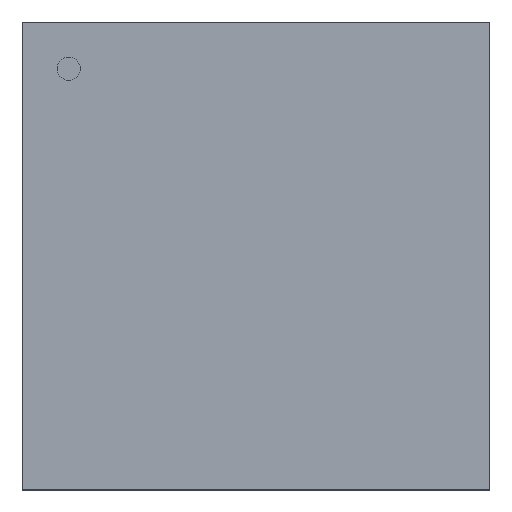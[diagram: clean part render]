
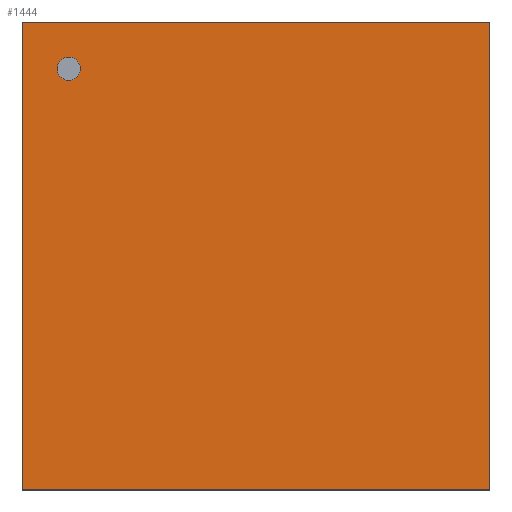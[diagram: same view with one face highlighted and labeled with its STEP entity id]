
A CAD part, top view. The second image highlights one B-rep face of the part: STEP entity #1444.
In plain terms, the highlighted planar face has unit normal (0, 0, 1).
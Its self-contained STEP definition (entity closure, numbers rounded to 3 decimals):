
#20=PLANE('',#1770);
#24=LINE('',#2624,#37);
#28=LINE('',#2631,#41);
#31=LINE('',#2637,#44);
#33=LINE('',#2640,#46);
#37=VECTOR('',#2188,7.061);
#41=VECTOR('',#2194,7.061);
#44=VECTOR('',#2199,7.061);
#46=VECTOR('',#2203,7.061);
#258=FACE_OUTER_BOUND('',#367,.T.);
#367=EDGE_LOOP('',(#1021,#1022,#1023,#1024));
#674=VERTEX_POINT('',#2621);
#675=VERTEX_POINT('',#2623);
#677=VERTEX_POINT('',#2629);
#679=VERTEX_POINT('',#2635);
#785=EDGE_CURVE('',#675,#674,#24,.T.);
#789=EDGE_CURVE('',#674,#677,#28,.T.);
#792=EDGE_CURVE('',#677,#679,#31,.T.);
#794=EDGE_CURVE('',#679,#675,#33,.T.);
#1021=ORIENTED_EDGE('',*,*,#785,.T.);
#1022=ORIENTED_EDGE('',*,*,#789,.T.);
#1023=ORIENTED_EDGE('',*,*,#792,.T.);
#1024=ORIENTED_EDGE('',*,*,#794,.T.);
#1444=ADVANCED_FACE('',(#258),#20,.T.);
#1770=AXIS2_PLACEMENT_3D('',#2642,#2206,#2207);
#2188=DIRECTION('',(1.,0.,0.));
#2194=DIRECTION('',(0.,1.,0.));
#2199=DIRECTION('',(-1.,0.,0.));
#2203=DIRECTION('',(0.,-1.,0.));
#2206=DIRECTION('center_axis',(0.,0.,1.));
#2207=DIRECTION('ref_axis',(0.,1.,0.));
#2621=CARTESIAN_POINT('',(3.531,-3.531,0.61));
#2623=CARTESIAN_POINT('',(-3.531,-3.531,0.61));
#2624=CARTESIAN_POINT('',(-3.531,-3.531,0.61));
#2629=CARTESIAN_POINT('',(3.531,3.531,0.61));
#2631=CARTESIAN_POINT('',(3.531,-3.531,0.61));
#2635=CARTESIAN_POINT('',(-3.531,3.531,0.61));
#2637=CARTESIAN_POINT('',(3.531,3.531,0.61));
#2640=CARTESIAN_POINT('',(-3.531,3.531,0.61));
#2642=CARTESIAN_POINT('Origin',(-3.531,-3.531,0.61));
